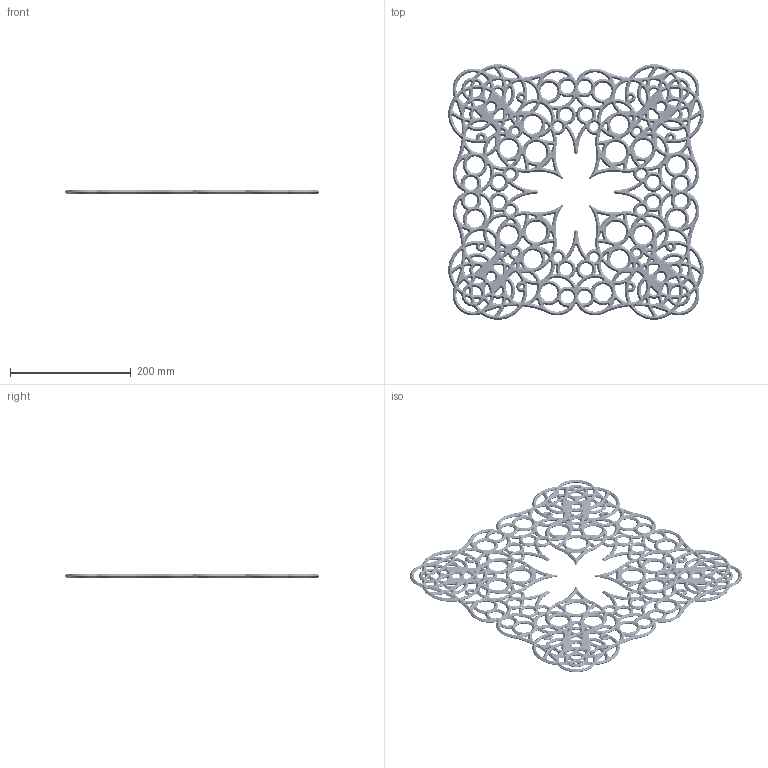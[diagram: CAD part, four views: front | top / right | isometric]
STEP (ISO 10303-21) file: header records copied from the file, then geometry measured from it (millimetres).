
FILE_DESCRIPTION(('FreeCAD Model'),'2;1');
FILE_NAME('Open CASCADE Shape Model','2025-05-04T08:11:28',('FreeCAD'),( 'FreeCAD'),'Open CASCADE STEP processor 7.6','FreeCAD','Unknown');
FILE_SCHEMA(('AUTOMOTIVE_DESIGN { 1 0 10303 214 1 1 1 1 }'));
Products named in the file (1): Open CASCADE STEP translator 7.6 1
Bounding box: 423.25 x 423.25 x 6.25 mm (x, y, z)
Volume: 369752.4 mm3; surface area: 226787.7 mm2
Topology: 1 solids, 1 shells, 8222 faces, 18076 edges, 9856 vertices
Faces by surface type: bspline 8222
Entity records: 226270 total; most frequent: CARTESIAN_POINT 133065, ORIENTED_EDGE 36152, EDGE_CURVE 18076, VERTEX_POINT 9856, FACE_BOUND 8792, EDGE_LOOP 8792, ADVANCED_FACE 8222, B_SPLINE_CURVE_WITH_KNOTS 3288
